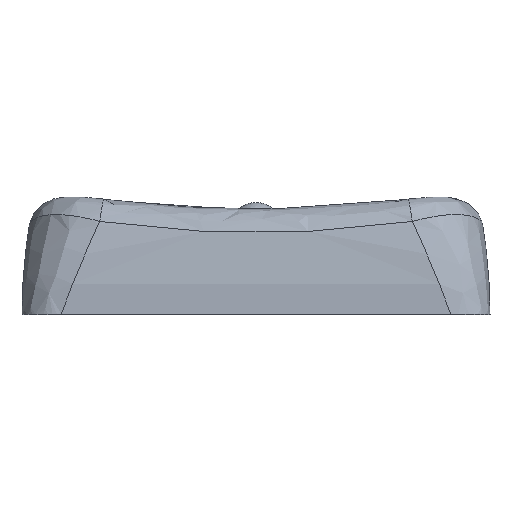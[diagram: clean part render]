
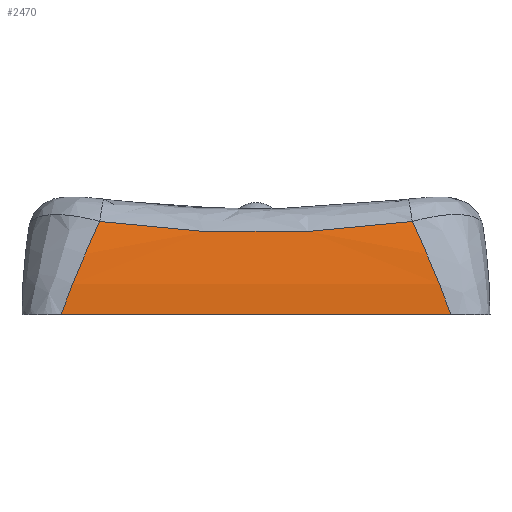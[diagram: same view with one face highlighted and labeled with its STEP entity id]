
A CAD part, top view. The second image highlights one B-rep face of the part: STEP entity #2470.
In plain terms, the highlighted cylindrical face has radius 11.653 mm (diameter 23.307 mm), a partial arc.
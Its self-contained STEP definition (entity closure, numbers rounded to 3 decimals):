
#109=LINE('',#4284,#351);
#351=VECTOR('',#2663,10.);
#604=CYLINDRICAL_SURFACE('',#2626,11.653);
#752=FACE_OUTER_BOUND('',#895,.T.);
#895=EDGE_LOOP('',(#2289,#2290,#2291,#2292,#2293,#2294,#2295,#2296));
#952=B_SPLINE_CURVE_WITH_KNOTS('',3,(#4847,#4848,#4849,#4850),
 .UNSPECIFIED.,.F.,.F.,(4,4),(-1.199,0.),
 .UNSPECIFIED.);
#976=B_SPLINE_CURVE_WITH_KNOTS('',3,(#5273,#5274,#5275,#5276),
 .UNSPECIFIED.,.F.,.F.,(4,4),(-0.418,-0.188),
 .UNSPECIFIED.);
#977=B_SPLINE_CURVE_WITH_KNOTS('',3,(#5278,#5279,#5280,#5281),
 .UNSPECIFIED.,.F.,.F.,(4,4),(-0.188,-0.078),
 .UNSPECIFIED.);
#978=B_SPLINE_CURVE_WITH_KNOTS('',3,(#5282,#5283,#5284,#5285),
 .UNSPECIFIED.,.F.,.F.,(4,4),(-0.078,-0.065),
 .UNSPECIFIED.);
#979=B_SPLINE_CURVE_WITH_KNOTS('',3,(#5288,#5289,#5290,#5291),
 .UNSPECIFIED.,.F.,.F.,(4,4),(-0.23,0.),
 .UNSPECIFIED.);
#980=B_SPLINE_CURVE_WITH_KNOTS('',3,(#5293,#5294,#5295,#5296),
 .UNSPECIFIED.,.F.,.F.,(4,4),(-0.34,-0.23),
 .UNSPECIFIED.);
#981=B_SPLINE_CURVE_WITH_KNOTS('',3,(#5297,#5298,#5299,#5300),
 .UNSPECIFIED.,.F.,.F.,(4,4),(-0.353,-0.34),
 .UNSPECIFIED.);
#1059=VERTEX_POINT('',#4269);
#1061=VERTEX_POINT('',#4283);
#1215=VERTEX_POINT('',#4844);
#1216=VERTEX_POINT('',#4846);
#1234=VERTEX_POINT('',#5272);
#1235=VERTEX_POINT('',#5277);
#1236=VERTEX_POINT('',#5287);
#1237=VERTEX_POINT('',#5292);
#1303=EDGE_CURVE('',#1061,#1059,#109,.T.);
#1557=EDGE_CURVE('',#1215,#1216,#952,.T.);
#1588=EDGE_CURVE('',#1061,#1234,#976,.T.);
#1589=EDGE_CURVE('',#1234,#1235,#977,.T.);
#1590=EDGE_CURVE('',#1235,#1215,#978,.T.);
#1591=EDGE_CURVE('',#1236,#1059,#979,.T.);
#1592=EDGE_CURVE('',#1237,#1236,#980,.T.);
#1593=EDGE_CURVE('',#1216,#1237,#981,.T.);
#2289=ORIENTED_EDGE('',*,*,#1589,.F.);
#2290=ORIENTED_EDGE('',*,*,#1588,.F.);
#2291=ORIENTED_EDGE('',*,*,#1303,.T.);
#2292=ORIENTED_EDGE('',*,*,#1591,.F.);
#2293=ORIENTED_EDGE('',*,*,#1592,.F.);
#2294=ORIENTED_EDGE('',*,*,#1593,.F.);
#2295=ORIENTED_EDGE('',*,*,#1557,.F.);
#2296=ORIENTED_EDGE('',*,*,#1590,.F.);
#2470=ADVANCED_FACE('',(#752),#604,.T.);
#2626=AXIS2_PLACEMENT_3D('',#5286,#3149,#3150);
#2663=DIRECTION('',(1.,0.,0.));
#3149=DIRECTION('center_axis',(1.,0.,0.));
#3150=DIRECTION('ref_axis',(0.,0.696,-0.718));
#4269=CARTESIAN_POINT('',(7.45,3.5,8.95));
#4283=CARTESIAN_POINT('',(-7.45,3.5,8.95));
#4284=CARTESIAN_POINT('',(0.,3.5,8.95));
#4844=CARTESIAN_POINT('',(-5.979,7.045,8.398));
#4846=CARTESIAN_POINT('',(5.979,7.045,8.398));
#4847=CARTESIAN_POINT('Ctrl Pts',(-5.979,7.045,8.398));
#4848=CARTESIAN_POINT('Ctrl Pts',(-2.017,6.47,8.581));
#4849=CARTESIAN_POINT('Ctrl Pts',(2.017,6.47,8.581));
#4850=CARTESIAN_POINT('Ctrl Pts',(5.979,7.045,8.398));
#5272=CARTESIAN_POINT('',(-6.533,5.8,8.721));
#5273=CARTESIAN_POINT('Ctrl Pts',(-7.45,3.5,8.95));
#5274=CARTESIAN_POINT('Ctrl Pts',(-7.175,4.257,8.95));
#5275=CARTESIAN_POINT('Ctrl Pts',(-6.866,5.027,8.877));
#5276=CARTESIAN_POINT('Ctrl Pts',(-6.533,5.8,8.721));
#5277=CARTESIAN_POINT('',(-6.038,6.916,8.438));
#5278=CARTESIAN_POINT('Ctrl Pts',(-6.533,5.8,8.721));
#5279=CARTESIAN_POINT('Ctrl Pts',(-6.373,6.172,8.646));
#5280=CARTESIAN_POINT('Ctrl Pts',(-6.208,6.544,8.552));
#5281=CARTESIAN_POINT('Ctrl Pts',(-6.038,6.916,8.438));
#5282=CARTESIAN_POINT('Ctrl Pts',(-6.038,6.916,8.438));
#5283=CARTESIAN_POINT('Ctrl Pts',(-6.018,6.959,8.425));
#5284=CARTESIAN_POINT('Ctrl Pts',(-5.999,7.002,8.412));
#5285=CARTESIAN_POINT('Ctrl Pts',(-5.979,7.045,8.398));
#5286=CARTESIAN_POINT('Origin',(0.,3.5,-2.703));
#5287=CARTESIAN_POINT('',(6.533,5.8,8.721));
#5288=CARTESIAN_POINT('Ctrl Pts',(6.533,5.8,8.721));
#5289=CARTESIAN_POINT('Ctrl Pts',(6.866,5.027,8.877));
#5290=CARTESIAN_POINT('Ctrl Pts',(7.175,4.257,8.95));
#5291=CARTESIAN_POINT('Ctrl Pts',(7.45,3.5,8.95));
#5292=CARTESIAN_POINT('',(6.038,6.916,8.438));
#5293=CARTESIAN_POINT('Ctrl Pts',(6.038,6.916,8.438));
#5294=CARTESIAN_POINT('Ctrl Pts',(6.207,6.544,8.552));
#5295=CARTESIAN_POINT('Ctrl Pts',(6.373,6.172,8.646));
#5296=CARTESIAN_POINT('Ctrl Pts',(6.533,5.8,8.721));
#5297=CARTESIAN_POINT('Ctrl Pts',(5.979,7.045,8.398));
#5298=CARTESIAN_POINT('Ctrl Pts',(5.999,7.002,8.412));
#5299=CARTESIAN_POINT('Ctrl Pts',(6.018,6.959,8.425));
#5300=CARTESIAN_POINT('Ctrl Pts',(6.038,6.916,8.438));
